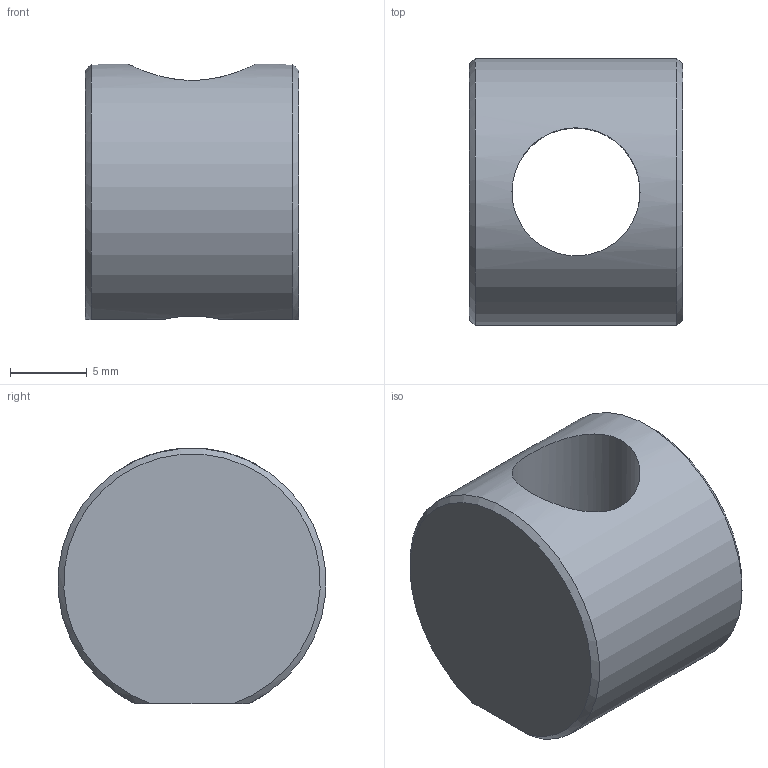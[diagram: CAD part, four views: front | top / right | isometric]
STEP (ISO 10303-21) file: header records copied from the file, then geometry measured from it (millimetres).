
FILE_DESCRIPTION (( 'STEP AP203' ), '1' );
FILE_NAME ('00106_index_1.step', '2022-11-07T15:57:25', ( '' ), ( '' ), 'SwSTEP 2.0', 'SolidWorks 2020', '' );
FILE_SCHEMA (( 'CONFIG_CONTROL_DESIGN' ));
Length unit declared in the file: inch
Products named in the file (1): 00106_index_1
Bounding box: 13.89 x 17.4 x 16.66 mm (x, y, z)
Volume: 2370.2 mm3; surface area: 1517.9 mm2
Topology: 1 solids, 1 shells, 8 faces, 21 edges, 14 vertices
Faces by surface type: plane 4, cylinder 2, cone 2
Full cylindrical faces by diameter (mm): 8.334 x1
Entity records: 407 total; most frequent: CARTESIAN_POINT 142, ORIENTED_EDGE 38, DIRECTION 36, EDGE_CURVE 19, AXIS2_PLACEMENT_3D 15, VERTEX_POINT 13, EDGE_LOOP 10, FACE_OUTER_BOUND 9
